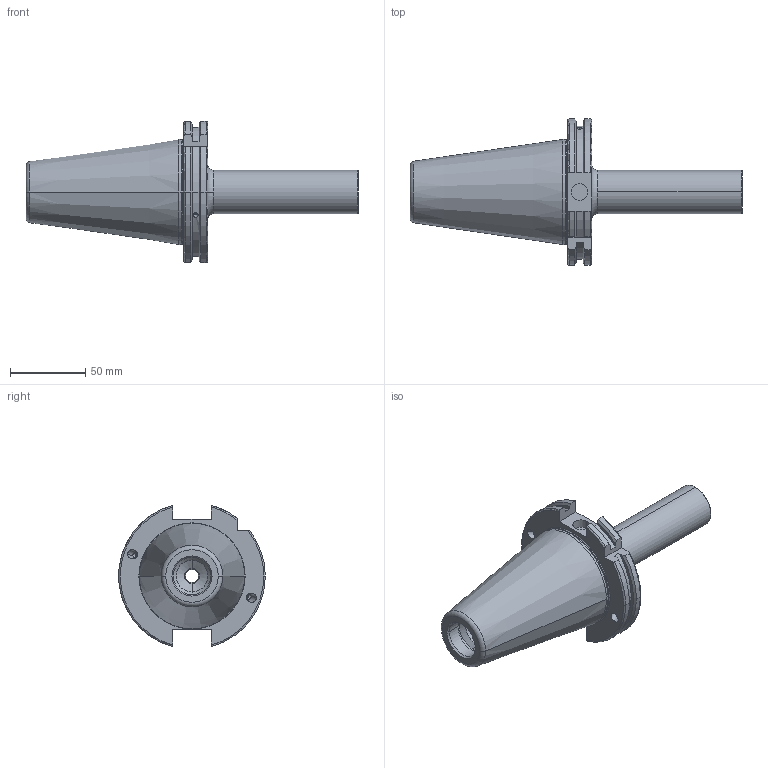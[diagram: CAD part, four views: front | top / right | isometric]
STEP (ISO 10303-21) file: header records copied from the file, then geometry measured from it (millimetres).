
FILE_DESCRIPTION (( 'STEP AP203' ), '1' );
FILE_NAME ('91506-ESS7M16100.STEP', '2020-03-05T09:31:03', ( '' ), ( '' ), 'SwSTEP 2.0', 'SolidWorks 2018', '' );
FILE_SCHEMA (( 'CONFIG_CONTROL_DESIGN' ));
Length unit declared in the file: millimetre
Products named in the file (1): 91506-ESS7M16100
Bounding box: 220.85 x 97.5 x 94.05 mm (x, y, z)
Volume: 389464.1 mm3; surface area: 55721.7 mm2
Topology: 1 solids, 1 shells, 116 faces, 295 edges, 185 vertices
Faces by surface type: cylinder 49, plane 25, cone 24, torus 18
Entity records: 4017 total; most frequent: CARTESIAN_POINT 1129, DIRECTION 602, ORIENTED_EDGE 590, EDGE_CURVE 295, AXIS2_PLACEMENT_3D 244, VERTEX_POINT 185, EDGE_LOOP 130, CIRCLE 127
